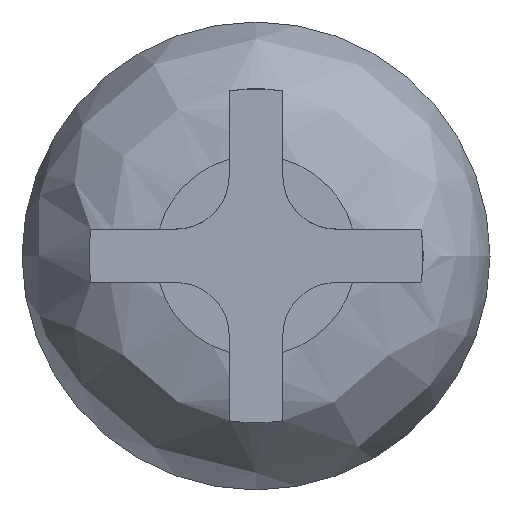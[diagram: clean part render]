
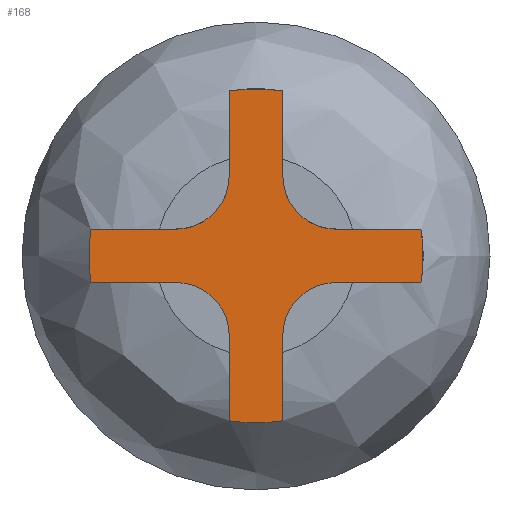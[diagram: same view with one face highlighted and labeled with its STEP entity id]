
A CAD part, top view. The second image highlights one B-rep face of the part: STEP entity #168.
In plain terms, the highlighted planar face has unit normal (0, 0, 1).
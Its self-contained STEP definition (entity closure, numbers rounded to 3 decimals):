
#89=CIRCLE('',#843,1.25);
#90=CIRCLE('',#846,0.4);
#91=CIRCLE('',#849,1.25);
#92=CIRCLE('',#852,0.4);
#93=CIRCLE('',#855,1.25);
#94=CIRCLE('',#858,0.4);
#95=CIRCLE('',#861,1.25);
#96=CIRCLE('',#864,0.4);
#168=ADVANCED_FACE('',(#232),#193,.T.);
#193=PLANE('',#867);
#232=FACE_OUTER_BOUND('',#279,.T.);
#279=EDGE_LOOP('',(#488,#489,#490,#491,#492,#493,#494,#495,#496,#497,#498,
#499,#500,#501,#502,#503));
#488=ORIENTED_EDGE('',*,*,#660,.F.);
#489=ORIENTED_EDGE('',*,*,#663,.F.);
#490=ORIENTED_EDGE('',*,*,#665,.F.);
#491=ORIENTED_EDGE('',*,*,#667,.F.);
#492=ORIENTED_EDGE('',*,*,#669,.F.);
#493=ORIENTED_EDGE('',*,*,#671,.F.);
#494=ORIENTED_EDGE('',*,*,#673,.F.);
#495=ORIENTED_EDGE('',*,*,#675,.F.);
#496=ORIENTED_EDGE('',*,*,#677,.F.);
#497=ORIENTED_EDGE('',*,*,#679,.F.);
#498=ORIENTED_EDGE('',*,*,#681,.F.);
#499=ORIENTED_EDGE('',*,*,#683,.F.);
#500=ORIENTED_EDGE('',*,*,#685,.F.);
#501=ORIENTED_EDGE('',*,*,#687,.F.);
#502=ORIENTED_EDGE('',*,*,#689,.F.);
#503=ORIENTED_EDGE('',*,*,#690,.F.);
#563=VERTEX_POINT('',#8318);
#564=VERTEX_POINT('',#8320);
#565=VERTEX_POINT('',#8324);
#566=VERTEX_POINT('',#8328);
#567=VERTEX_POINT('',#8332);
#568=VERTEX_POINT('',#8336);
#569=VERTEX_POINT('',#8340);
#570=VERTEX_POINT('',#8344);
#571=VERTEX_POINT('',#8348);
#572=VERTEX_POINT('',#8352);
#573=VERTEX_POINT('',#8356);
#574=VERTEX_POINT('',#8360);
#575=VERTEX_POINT('',#8364);
#576=VERTEX_POINT('',#8368);
#577=VERTEX_POINT('',#8372);
#578=VERTEX_POINT('',#8376);
#660=EDGE_CURVE('',#563,#564,#89,.T.);
#663=EDGE_CURVE('',#565,#563,#726,.T.);
#665=EDGE_CURVE('',#566,#565,#90,.T.);
#667=EDGE_CURVE('',#567,#566,#729,.T.);
#669=EDGE_CURVE('',#568,#567,#91,.T.);
#671=EDGE_CURVE('',#569,#568,#732,.T.);
#673=EDGE_CURVE('',#570,#569,#92,.T.);
#675=EDGE_CURVE('',#571,#570,#735,.T.);
#677=EDGE_CURVE('',#572,#571,#93,.T.);
#679=EDGE_CURVE('',#573,#572,#738,.T.);
#681=EDGE_CURVE('',#574,#573,#94,.T.);
#683=EDGE_CURVE('',#575,#574,#741,.T.);
#685=EDGE_CURVE('',#576,#575,#95,.T.);
#687=EDGE_CURVE('',#577,#576,#744,.T.);
#689=EDGE_CURVE('',#578,#577,#96,.T.);
#690=EDGE_CURVE('',#564,#578,#746,.T.);
#726=LINE('',#8325,#782);
#729=LINE('',#8333,#785);
#732=LINE('',#8341,#788);
#735=LINE('',#8349,#791);
#738=LINE('',#8357,#794);
#741=LINE('',#8365,#797);
#744=LINE('',#8373,#800);
#746=LINE('',#8379,#802);
#782=VECTOR('',#987,1.);
#785=VECTOR('',#996,1.);
#788=VECTOR('',#1005,1.);
#791=VECTOR('',#1014,1.);
#794=VECTOR('',#1023,1.);
#797=VECTOR('',#1032,1.);
#800=VECTOR('',#1041,1.);
#802=VECTOR('',#1049,1.);
#843=AXIS2_PLACEMENT_3D('',#8319,#981,#982);
#846=AXIS2_PLACEMENT_3D('',#8329,#991,#992);
#849=AXIS2_PLACEMENT_3D('',#8337,#1000,#1001);
#852=AXIS2_PLACEMENT_3D('',#8345,#1009,#1010);
#855=AXIS2_PLACEMENT_3D('',#8353,#1018,#1019);
#858=AXIS2_PLACEMENT_3D('',#8361,#1027,#1028);
#861=AXIS2_PLACEMENT_3D('',#8369,#1036,#1037);
#864=AXIS2_PLACEMENT_3D('',#8377,#1045,#1046);
#867=AXIS2_PLACEMENT_3D('',#8381,#1052,#1053);
#981=DIRECTION('',(0.,0.,-1.));
#982=DIRECTION('',(1.,0.,0.));
#987=DIRECTION('',(-1.,0.,0.));
#991=DIRECTION('',(0.,0.,1.));
#992=DIRECTION('',(1.,0.,0.));
#996=DIRECTION('',(0.,1.,0.));
#1000=DIRECTION('',(0.,0.,-1.));
#1001=DIRECTION('',(1.,0.,0.));
#1005=DIRECTION('',(0.,-1.,0.));
#1009=DIRECTION('',(0.,0.,1.));
#1010=DIRECTION('',(1.,0.,0.));
#1014=DIRECTION('',(-1.,0.,0.));
#1018=DIRECTION('',(0.,0.,-1.));
#1019=DIRECTION('',(1.,0.,0.));
#1023=DIRECTION('',(1.,0.,0.));
#1027=DIRECTION('',(0.,0.,1.));
#1028=DIRECTION('',(1.,0.,0.));
#1032=DIRECTION('',(0.,-1.,0.));
#1036=DIRECTION('',(0.,0.,-1.));
#1037=DIRECTION('',(1.,0.,0.));
#1041=DIRECTION('',(0.,1.,0.));
#1045=DIRECTION('',(0.,0.,1.));
#1046=DIRECTION('',(1.,0.,0.));
#1049=DIRECTION('',(1.,0.,0.));
#1052=DIRECTION('',(0.,0.,1.));
#1053=DIRECTION('',(1.,0.,0.));
#8318=CARTESIAN_POINT('',(-1.234,-0.2,1.9));
#8319=CARTESIAN_POINT('',(0.,0.,1.9));
#8320=CARTESIAN_POINT('',(-1.234,0.2,1.9));
#8324=CARTESIAN_POINT('',(-0.6,-0.2,1.9));
#8325=CARTESIAN_POINT('',(-1.234,-0.2,1.9));
#8328=CARTESIAN_POINT('',(-0.2,-0.6,1.9));
#8329=CARTESIAN_POINT('',(-0.6,-0.6,1.9));
#8332=CARTESIAN_POINT('',(-0.2,-1.234,1.9));
#8333=CARTESIAN_POINT('',(-0.2,-0.6,1.9));
#8336=CARTESIAN_POINT('',(0.2,-1.234,1.9));
#8337=CARTESIAN_POINT('',(0.,0.,1.9));
#8340=CARTESIAN_POINT('',(0.2,-0.6,1.9));
#8341=CARTESIAN_POINT('',(0.2,-1.234,1.9));
#8344=CARTESIAN_POINT('',(0.6,-0.2,1.9));
#8345=CARTESIAN_POINT('',(0.6,-0.6,1.9));
#8348=CARTESIAN_POINT('',(1.234,-0.2,1.9));
#8349=CARTESIAN_POINT('',(0.6,-0.2,1.9));
#8352=CARTESIAN_POINT('',(1.234,0.2,1.9));
#8353=CARTESIAN_POINT('',(0.,0.,1.9));
#8356=CARTESIAN_POINT('',(0.6,0.2,1.9));
#8357=CARTESIAN_POINT('',(1.234,0.2,1.9));
#8360=CARTESIAN_POINT('',(0.2,0.6,1.9));
#8361=CARTESIAN_POINT('',(0.6,0.6,1.9));
#8364=CARTESIAN_POINT('',(0.2,1.234,1.9));
#8365=CARTESIAN_POINT('',(0.2,0.6,1.9));
#8368=CARTESIAN_POINT('',(-0.2,1.234,1.9));
#8369=CARTESIAN_POINT('',(0.,0.,1.9));
#8372=CARTESIAN_POINT('',(-0.2,0.6,1.9));
#8373=CARTESIAN_POINT('',(-0.2,1.234,1.9));
#8376=CARTESIAN_POINT('',(-0.6,0.2,1.9));
#8377=CARTESIAN_POINT('',(-0.6,0.6,1.9));
#8379=CARTESIAN_POINT('',(-0.6,0.2,1.9));
#8381=CARTESIAN_POINT('',(0.,0.,1.9));
